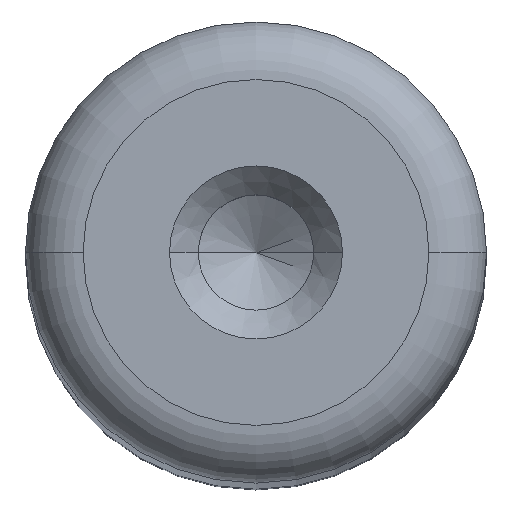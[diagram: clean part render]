
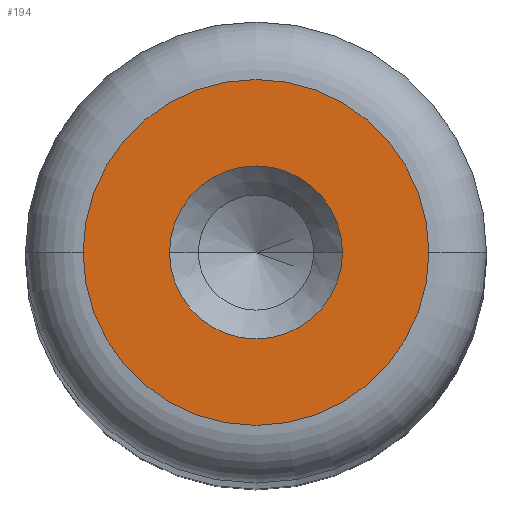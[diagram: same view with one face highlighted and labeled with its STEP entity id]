
A CAD part, top view. The second image highlights one B-rep face of the part: STEP entity #194.
In plain terms, the highlighted planar face has unit normal (0, 0, 1).
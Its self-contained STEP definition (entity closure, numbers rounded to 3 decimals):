
#55 = CARTESIAN_POINT ( 'NONE',  ( 0., 0., 70. ) ) ;
#179 = DIRECTION ( 'NONE',  ( 1., 0., 0. ) ) ;
#194 = ADVANCED_FACE ( 'NONE', ( #1113, #462 ), #1197, .T. ) ;
#217 = DIRECTION ( 'NONE',  ( 0., 0., 1. ) ) ;
#256 = EDGE_LOOP ( 'NONE', ( #722, #674 ) ) ;
#325 = EDGE_CURVE ( 'NONE', #486, #410, #960, .T. ) ;
#364 = AXIS2_PLACEMENT_3D ( 'NONE', #1164, #429, #1268 ) ;
#410 = VERTEX_POINT ( 'NONE', #846 ) ;
#429 = DIRECTION ( 'NONE',  ( 0., 0., 1. ) ) ;
#449 = VERTEX_POINT ( 'NONE', #1210 ) ;
#462 = FACE_OUTER_BOUND ( 'NONE', #1272, .T. ) ;
#486 = VERTEX_POINT ( 'NONE', #1435 ) ;
#508 = AXIS2_PLACEMENT_3D ( 'NONE', #948, #217, #1069 ) ;
#539 = CIRCLE ( 'NONE', #632, 3. ) ;
#592 = DIRECTION ( 'NONE',  ( 1., 0., 0. ) ) ;
#632 = AXIS2_PLACEMENT_3D ( 'NONE', #55, #902, #179 ) ;
#636 = DIRECTION ( 'NONE',  ( 0., 0., 1. ) ) ;
#674 = ORIENTED_EDGE ( 'NONE', *, *, #1507, .F. ) ;
#687 = CARTESIAN_POINT ( 'NONE',  ( 1.5, 0., 70. ) ) ;
#722 = ORIENTED_EDGE ( 'NONE', *, *, #1393, .F. ) ;
#725 = DIRECTION ( 'NONE',  ( 0., 0., 1. ) ) ;
#781 = VERTEX_POINT ( 'NONE', #687 ) ;
#846 = CARTESIAN_POINT ( 'NONE',  ( 3., 0., 70. ) ) ;
#885 = CIRCLE ( 'NONE', #1175, 1.5 ) ;
#894 = EDGE_CURVE ( 'NONE', #410, #486, #539, .T. ) ;
#902 = DIRECTION ( 'NONE',  ( 0., 0., 1. ) ) ;
#937 = ORIENTED_EDGE ( 'NONE', *, *, #894, .T. ) ;
#948 = CARTESIAN_POINT ( 'NONE',  ( 0., 0., 70. ) ) ;
#960 = CIRCLE ( 'NONE', #508, 3. ) ;
#1069 = DIRECTION ( 'NONE',  ( 1., 0., 0. ) ) ;
#1113 = FACE_BOUND ( 'NONE', #256, .T. ) ;
#1124 = AXIS2_PLACEMENT_3D ( 'NONE', #1419, #725, #592 ) ;
#1164 = CARTESIAN_POINT ( 'NONE',  ( 0., 0., 70. ) ) ;
#1175 = AXIS2_PLACEMENT_3D ( 'NONE', #1347, #636, #1456 ) ;
#1188 = ORIENTED_EDGE ( 'NONE', *, *, #325, .T. ) ;
#1197 = PLANE ( 'NONE',  #1124 ) ;
#1210 = CARTESIAN_POINT ( 'NONE',  ( -1.5, 0., 70. ) ) ;
#1268 = DIRECTION ( 'NONE',  ( 1., 0., 0. ) ) ;
#1272 = EDGE_LOOP ( 'NONE', ( #937, #1188 ) ) ;
#1341 = CIRCLE ( 'NONE', #364, 1.5 ) ;
#1347 = CARTESIAN_POINT ( 'NONE',  ( 0., 0., 70. ) ) ;
#1393 = EDGE_CURVE ( 'NONE', #781, #449, #1341, .T. ) ;
#1419 = CARTESIAN_POINT ( 'NONE',  ( 0., 0., 70. ) ) ;
#1435 = CARTESIAN_POINT ( 'NONE',  ( -3., 0., 70. ) ) ;
#1456 = DIRECTION ( 'NONE',  ( 1., 0., 0. ) ) ;
#1507 = EDGE_CURVE ( 'NONE', #449, #781, #885, .T. ) ;
